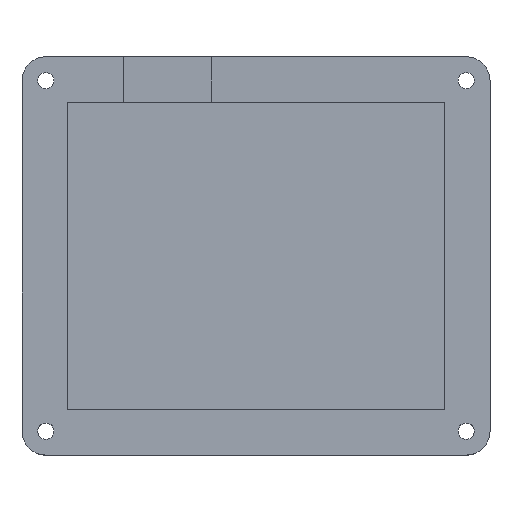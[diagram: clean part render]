
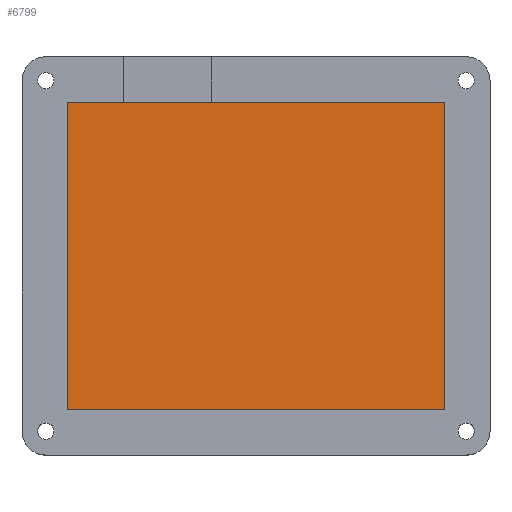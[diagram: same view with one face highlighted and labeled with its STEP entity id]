
A CAD part, top view. The second image highlights one B-rep face of the part: STEP entity #6799.
In plain terms, the highlighted planar face has unit normal (0, 0, 1).
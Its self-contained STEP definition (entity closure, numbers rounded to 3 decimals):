
#1005=FACE_OUTER_BOUND('',#1404,.T.);
#1404=EDGE_LOOP('',(#6222,#6223,#6224,#6225));
#2009=LINE('',#13218,#2608);
#2011=LINE('',#13223,#2610);
#2012=LINE('',#13224,#2611);
#2013=LINE('',#13225,#2612);
#2608=VECTOR('',#7973,10.);
#2610=VECTOR('',#7977,10.);
#2611=VECTOR('',#7978,10.);
#2612=VECTOR('',#7979,10.);
#3277=VERTEX_POINT('',#13215);
#3278=VERTEX_POINT('',#13217);
#3279=VERTEX_POINT('',#13221);
#3280=VERTEX_POINT('',#13222);
#4265=EDGE_CURVE('',#3277,#3278,#2009,.T.);
#4267=EDGE_CURVE('',#3279,#3280,#2011,.T.);
#4268=EDGE_CURVE('',#3278,#3279,#2012,.T.);
#4269=EDGE_CURVE('',#3280,#3277,#2013,.T.);
#6222=ORIENTED_EDGE('',*,*,#4267,.F.);
#6223=ORIENTED_EDGE('',*,*,#4268,.F.);
#6224=ORIENTED_EDGE('',*,*,#4265,.F.);
#6225=ORIENTED_EDGE('',*,*,#4269,.F.);
#6442=PLANE('',#7007);
#6799=ADVANCED_FACE('',(#1005),#6442,.T.);
#7007=AXIS2_PLACEMENT_3D('',#13220,#7975,#7976);
#7973=DIRECTION('',(1.,0.,0.));
#7975=DIRECTION('center_axis',(0.,0.,1.));
#7976=DIRECTION('ref_axis',(1.,0.,0.));
#7977=DIRECTION('',(-1.,0.,0.));
#7978=DIRECTION('',(0.,-1.,0.));
#7979=DIRECTION('',(0.,1.,0.));
#13215=CARTESIAN_POINT('',(-50.,50.,3.));
#13217=CARTESIAN_POINT('',(29.,50.,3.));
#13218=CARTESIAN_POINT('',(-30.25,50.,3.));
#13220=CARTESIAN_POINT('Origin',(-10.5,17.8,3.));
#13221=CARTESIAN_POINT('',(29.,-14.4,3.));
#13222=CARTESIAN_POINT('',(-50.,-14.4,3.));
#13223=CARTESIAN_POINT('',(9.25,-14.4,3.));
#13224=CARTESIAN_POINT('',(29.,33.9,3.));
#13225=CARTESIAN_POINT('',(-50.,1.7,3.));
